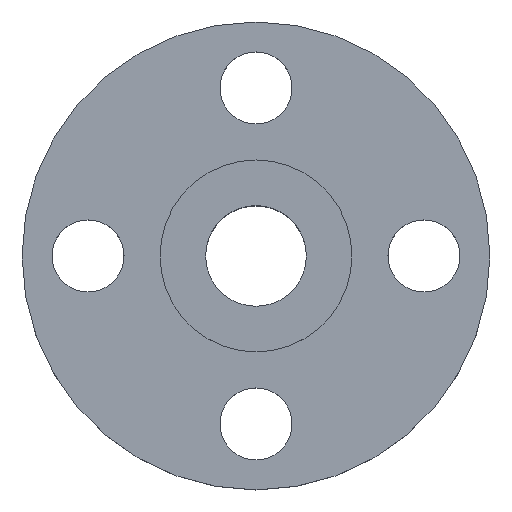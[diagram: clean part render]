
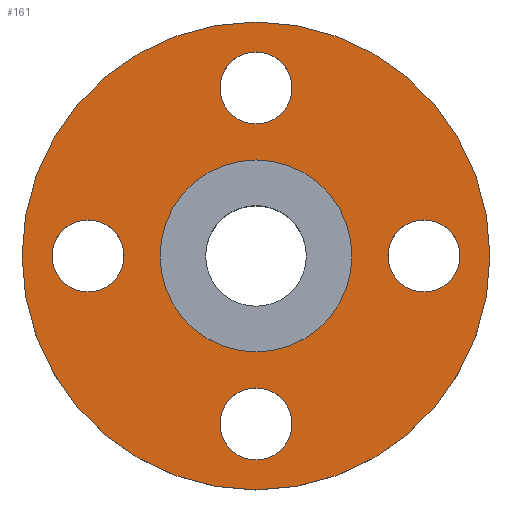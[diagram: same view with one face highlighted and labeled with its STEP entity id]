
A CAD part, top view. The second image highlights one B-rep face of the part: STEP entity #161.
In plain terms, the highlighted planar face has unit normal (0, 0, 1).
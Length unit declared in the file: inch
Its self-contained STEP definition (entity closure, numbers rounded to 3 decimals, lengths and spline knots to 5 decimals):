
#9 = DIRECTION ( 'NONE',  ( 0., 0., 1. ) ) ;
#11 = AXIS2_PLACEMENT_3D ( 'NONE', #697, #310, #711 ) ;
#21 = ORIENTED_EDGE ( 'NONE', *, *, #611, .F. ) ;
#36 = CARTESIAN_POINT ( 'NONE',  ( 0., 1., -0.0625 ) ) ;
#40 = DIRECTION ( 'NONE',  ( 1., 0., 0. ) ) ;
#41 = DIRECTION ( 'NONE',  ( 0., -1., 0. ) ) ;
#64 = AXIS2_PLACEMENT_3D ( 'NONE', #166, #101, #445 ) ;
#66 = ORIENTED_EDGE ( 'NONE', *, *, #656, .F. ) ;
#75 = DIRECTION ( 'NONE',  ( -1., 0., 0. ) ) ;
#84 = DIRECTION ( 'NONE',  ( 0., 0., 1. ) ) ;
#95 = CARTESIAN_POINT ( 'NONE',  ( -1., 0., -0.0625 ) ) ;
#98 = ORIENTED_EDGE ( 'NONE', *, *, #431, .F. ) ;
#101 = DIRECTION ( 'NONE',  ( 0., 0., 1. ) ) ;
#109 = AXIS2_PLACEMENT_3D ( 'NONE', #668, #456, #330 ) ;
#110 = EDGE_LOOP ( 'NONE', ( #640, #686 ) ) ;
#114 = FACE_BOUND ( 'NONE', #333, .T. ) ;
#161 = ADVANCED_FACE ( 'NONE', ( #430, #114, #584, #516, #372, #847 ), #650, .F. ) ;
#162 = CARTESIAN_POINT ( 'NONE',  ( 0., 0., -0.0625 ) ) ;
#166 = CARTESIAN_POINT ( 'NONE',  ( -1.75, 0., -0.0625 ) ) ;
#179 = AXIS2_PLACEMENT_3D ( 'NONE', #206, #413, #75 ) ;
#180 = CIRCLE ( 'NONE', #64, 0.375 ) ;
#182 = DIRECTION ( 'NONE',  ( 0., 0., 1. ) ) ;
#185 = ORIENTED_EDGE ( 'NONE', *, *, #676, .F. ) ;
#190 = EDGE_CURVE ( 'NONE', #448, #623, #317, .T. ) ;
#203 = ORIENTED_EDGE ( 'NONE', *, *, #190, .F. ) ;
#205 = CIRCLE ( 'NONE', #356, 0.375 ) ;
#206 = CARTESIAN_POINT ( 'NONE',  ( 1.75, 0., -0.0625 ) ) ;
#228 = VERTEX_POINT ( 'NONE', #247 ) ;
#229 = VERTEX_POINT ( 'NONE', #95 ) ;
#230 = ORIENTED_EDGE ( 'NONE', *, *, #662, .F. ) ;
#233 = CIRCLE ( 'NONE', #109, 2.4375 ) ;
#237 = DIRECTION ( 'NONE',  ( 0., 0., 1. ) ) ;
#244 = VERTEX_POINT ( 'NONE', #659 ) ;
#246 = CARTESIAN_POINT ( 'NONE',  ( 0., 1.75, -0.0625 ) ) ;
#247 = CARTESIAN_POINT ( 'NONE',  ( 1.375, 0., -0.0625 ) ) ;
#254 = EDGE_CURVE ( 'NONE', #633, #490, #233, .T. ) ;
#264 = CARTESIAN_POINT ( 'NONE',  ( 0., -1.75, -0.0625 ) ) ;
#269 = CARTESIAN_POINT ( 'NONE',  ( 1., 0., -0.0625 ) ) ;
#273 = DIRECTION ( 'NONE',  ( 1., 0., 0. ) ) ;
#274 = AXIS2_PLACEMENT_3D ( 'NONE', #280, #84, #273 ) ;
#280 = CARTESIAN_POINT ( 'NONE',  ( 0., 0., -0.0625 ) ) ;
#286 = CIRCLE ( 'NONE', #274, 2.4375 ) ;
#293 = CARTESIAN_POINT ( 'NONE',  ( 0.375, 1.75, -0.0625 ) ) ;
#296 = CARTESIAN_POINT ( 'NONE',  ( 0., 0., -0.0625 ) ) ;
#310 = DIRECTION ( 'NONE',  ( 0., 0., 1. ) ) ;
#317 = CIRCLE ( 'NONE', #768, 0.375 ) ;
#330 = DIRECTION ( 'NONE',  ( 1., 0., 0. ) ) ;
#332 = VERTEX_POINT ( 'NONE', #725 ) ;
#333 = EDGE_LOOP ( 'NONE', ( #808, #185 ) ) ;
#341 = CIRCLE ( 'NONE', #531, 0.375 ) ;
#343 = VERTEX_POINT ( 'NONE', #269 ) ;
#350 = CARTESIAN_POINT ( 'NONE',  ( -1.375, 0., -0.0625 ) ) ;
#354 = CIRCLE ( 'NONE', #179, 0.375 ) ;
#356 = AXIS2_PLACEMENT_3D ( 'NONE', #246, #237, #425 ) ;
#367 = VERTEX_POINT ( 'NONE', #519 ) ;
#369 = DIRECTION ( 'NONE',  ( -1., 0., 0. ) ) ;
#372 = FACE_BOUND ( 'NONE', #572, .T. ) ;
#376 = DIRECTION ( 'NONE',  ( 0., 0., 1. ) ) ;
#378 = DIRECTION ( 'NONE',  ( -1., 0., 0. ) ) ;
#413 = DIRECTION ( 'NONE',  ( 0., 0., 1. ) ) ;
#417 = DIRECTION ( 'NONE',  ( 0., 1., 0. ) ) ;
#419 = EDGE_LOOP ( 'NONE', ( #66, #203 ) ) ;
#425 = DIRECTION ( 'NONE',  ( 0., -1., 0. ) ) ;
#426 = AXIS2_PLACEMENT_3D ( 'NONE', #264, #596, #855 ) ;
#430 = FACE_BOUND ( 'NONE', #419, .T. ) ;
#431 = EDGE_CURVE ( 'NONE', #367, #244, #704, .T. ) ;
#441 = VERTEX_POINT ( 'NONE', #350 ) ;
#445 = DIRECTION ( 'NONE',  ( 1., 0., 0. ) ) ;
#448 = VERTEX_POINT ( 'NONE', #799 ) ;
#456 = DIRECTION ( 'NONE',  ( 0., 0., 1. ) ) ;
#467 = EDGE_CURVE ( 'NONE', #332, #228, #354, .T. ) ;
#490 = VERTEX_POINT ( 'NONE', #805 ) ;
#496 = EDGE_CURVE ( 'NONE', #490, #633, #286, .T. ) ;
#516 = FACE_BOUND ( 'NONE', #674, .T. ) ;
#517 = ORIENTED_EDGE ( 'NONE', *, *, #585, .F. ) ;
#519 = CARTESIAN_POINT ( 'NONE',  ( -0.375, -1.75, -0.0625 ) ) ;
#531 = AXIS2_PLACEMENT_3D ( 'NONE', #577, #182, #369 ) ;
#541 = AXIS2_PLACEMENT_3D ( 'NONE', #682, #9, #417 ) ;
#551 = CIRCLE ( 'NONE', #740, 1. ) ;
#560 = EDGE_LOOP ( 'NONE', ( #566, #98 ) ) ;
#562 = DIRECTION ( 'NONE',  ( 0., 0., 1. ) ) ;
#566 = ORIENTED_EDGE ( 'NONE', *, *, #758, .F. ) ;
#572 = EDGE_LOOP ( 'NONE', ( #21, #517 ) ) ;
#577 = CARTESIAN_POINT ( 'NONE',  ( 1.75, 0., -0.0625 ) ) ;
#582 = AXIS2_PLACEMENT_3D ( 'NONE', #36, #699, #378 ) ;
#583 = CIRCLE ( 'NONE', #426, 0.375 ) ;
#584 = FACE_BOUND ( 'NONE', #560, .T. ) ;
#585 = EDGE_CURVE ( 'NONE', #229, #343, #551, .T. ) ;
#596 = DIRECTION ( 'NONE',  ( 0., 0., 1. ) ) ;
#611 = EDGE_CURVE ( 'NONE', #343, #229, #654, .T. ) ;
#623 = VERTEX_POINT ( 'NONE', #293 ) ;
#627 = VERTEX_POINT ( 'NONE', #826 ) ;
#633 = VERTEX_POINT ( 'NONE', #701 ) ;
#640 = ORIENTED_EDGE ( 'NONE', *, *, #496, .T. ) ;
#641 = DIRECTION ( 'NONE',  ( 0., 0., 1. ) ) ;
#650 = PLANE ( 'NONE',  #582 ) ;
#654 = CIRCLE ( 'NONE', #801, 1. ) ;
#656 = EDGE_CURVE ( 'NONE', #623, #448, #205, .T. ) ;
#659 = CARTESIAN_POINT ( 'NONE',  ( 0.375, -1.75, -0.0625 ) ) ;
#662 = EDGE_CURVE ( 'NONE', #627, #441, #830, .T. ) ;
#668 = CARTESIAN_POINT ( 'NONE',  ( 0., 0., -0.0625 ) ) ;
#671 = EDGE_CURVE ( 'NONE', #441, #627, #180, .T. ) ;
#674 = EDGE_LOOP ( 'NONE', ( #703, #230 ) ) ;
#676 = EDGE_CURVE ( 'NONE', #228, #332, #341, .T. ) ;
#682 = CARTESIAN_POINT ( 'NONE',  ( 0., -1.75, -0.0625 ) ) ;
#686 = ORIENTED_EDGE ( 'NONE', *, *, #254, .T. ) ;
#697 = CARTESIAN_POINT ( 'NONE',  ( -1.75, 0., -0.0625 ) ) ;
#699 = DIRECTION ( 'NONE',  ( 0., 0., -1. ) ) ;
#701 = CARTESIAN_POINT ( 'NONE',  ( -2.4375, 0., -0.0625 ) ) ;
#703 = ORIENTED_EDGE ( 'NONE', *, *, #671, .F. ) ;
#704 = CIRCLE ( 'NONE', #541, 0.375 ) ;
#711 = DIRECTION ( 'NONE',  ( 1., 0., 0. ) ) ;
#725 = CARTESIAN_POINT ( 'NONE',  ( 2.125, 0., -0.0625 ) ) ;
#740 = AXIS2_PLACEMENT_3D ( 'NONE', #162, #376, #765 ) ;
#752 = CARTESIAN_POINT ( 'NONE',  ( 0., 1.75, -0.0625 ) ) ;
#758 = EDGE_CURVE ( 'NONE', #244, #367, #583, .T. ) ;
#765 = DIRECTION ( 'NONE',  ( 1., 0., 0. ) ) ;
#768 = AXIS2_PLACEMENT_3D ( 'NONE', #752, #641, #41 ) ;
#799 = CARTESIAN_POINT ( 'NONE',  ( -0.375, 1.75, -0.0625 ) ) ;
#801 = AXIS2_PLACEMENT_3D ( 'NONE', #296, #562, #40 ) ;
#805 = CARTESIAN_POINT ( 'NONE',  ( 2.4375, 0., -0.0625 ) ) ;
#808 = ORIENTED_EDGE ( 'NONE', *, *, #467, .F. ) ;
#826 = CARTESIAN_POINT ( 'NONE',  ( -2.125, 0., -0.0625 ) ) ;
#830 = CIRCLE ( 'NONE', #11, 0.375 ) ;
#847 = FACE_OUTER_BOUND ( 'NONE', #110, .T. ) ;
#855 = DIRECTION ( 'NONE',  ( 0., 1., 0. ) ) ;
